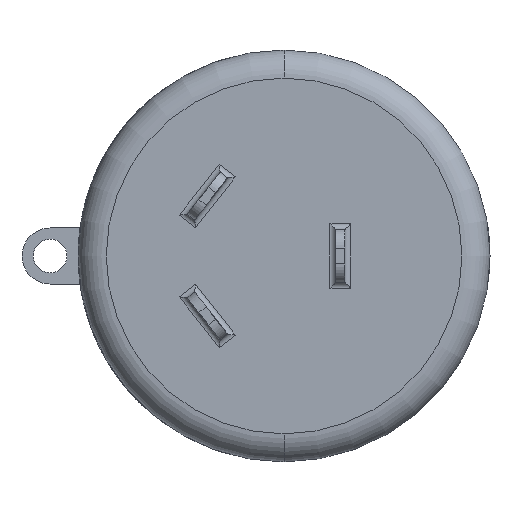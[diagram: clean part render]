
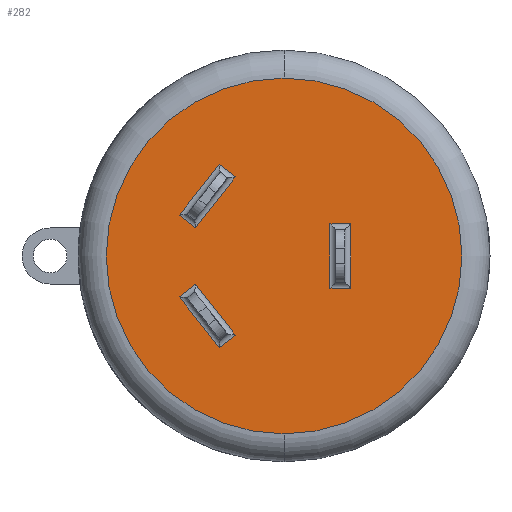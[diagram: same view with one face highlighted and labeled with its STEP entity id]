
A CAD part, left-side view. The second image highlights one B-rep face of the part: STEP entity #282.
In plain terms, the highlighted planar face has unit normal (-1, 0, 0).
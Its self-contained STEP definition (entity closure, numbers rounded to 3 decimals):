
#282 = ADVANCED_FACE ( 'NONE', ( #2901, #2910, #2908, #2909 ), #7910, .F. ) ;
#687 = EDGE_CURVE ( 'NONE', #7559, #1419, #3228, .T. ) ;
#823 = VERTEX_POINT ( 'NONE', #14017 ) ;
#839 = VERTEX_POINT ( 'NONE', #14033 ) ;
#849 = VERTEX_POINT ( 'NONE', #14043 ) ;
#850 = VERTEX_POINT ( 'NONE', #14044 ) ;
#852 = VERTEX_POINT ( 'NONE', #14046 ) ;
#853 = VERTEX_POINT ( 'NONE', #14047 ) ;
#854 = VERTEX_POINT ( 'NONE', #14048 ) ;
#856 = VERTEX_POINT ( 'NONE', #14050 ) ;
#857 = VERTEX_POINT ( 'NONE', #14051 ) ;
#858 = VERTEX_POINT ( 'NONE', #14052 ) ;
#860 = VERTEX_POINT ( 'NONE', #14054 ) ;
#861 = VERTEX_POINT ( 'NONE', #14055 ) ;
#1314 = EDGE_LOOP ( 'NONE', ( #19514, #19512 ) ) ;
#1315 = EDGE_LOOP ( 'NONE', ( #19540, #19538, #19535, #19533 ) ) ;
#1318 = EDGE_LOOP ( 'NONE', ( #19531, #19529, #19527, #19525 ) ) ;
#1323 = EDGE_LOOP ( 'NONE', ( #19522, #19520, #19518, #19516 ) ) ;
#1419 = VERTEX_POINT ( 'NONE', #14345 ) ;
#2261 = EDGE_CURVE ( 'NONE', #823, #850, #3563, .T. ) ;
#2262 = EDGE_CURVE ( 'NONE', #850, #852, #3561, .T. ) ;
#2263 = EDGE_CURVE ( 'NONE', #852, #853, #3566, .T. ) ;
#2264 = EDGE_CURVE ( 'NONE', #853, #823, #3568, .T. ) ;
#2265 = EDGE_CURVE ( 'NONE', #849, #854, #3570, .T. ) ;
#2402 = EDGE_CURVE ( 'NONE', #854, #856, #24204, .T. ) ;
#2403 = EDGE_CURVE ( 'NONE', #856, #857, #24203, .T. ) ;
#2404 = EDGE_CURVE ( 'NONE', #857, #849, #24200, .T. ) ;
#2405 = EDGE_CURVE ( 'NONE', #839, #858, #24206, .T. ) ;
#2406 = EDGE_CURVE ( 'NONE', #858, #860, #24201, .T. ) ;
#2407 = EDGE_CURVE ( 'NONE', #860, #861, #24210, .T. ) ;
#2408 = EDGE_CURVE ( 'NONE', #861, #839, #24212, .T. ) ;
#2409 = EDGE_CURVE ( 'NONE', #1419, #7559, #24214, .T. ) ;
#2901 = FACE_BOUND ( 'NONE', #1315, .T. ) ;
#2908 = FACE_BOUND ( 'NONE', #1323, .T. ) ;
#2909 = FACE_OUTER_BOUND ( 'NONE', #1314, .T. ) ;
#2910 = FACE_BOUND ( 'NONE', #1318, .T. ) ;
#3228 = CIRCLE ( 'NONE', #10896, 9.5 ) ;
#3561 = LINE ( 'NONE', #18284, #3567 ) ;
#3563 = LINE ( 'NONE', #18282, #3565 ) ;
#3565 = VECTOR ( 'NONE', #18277, 1000. ) ;
#3566 = LINE ( 'NONE', #18289, #3569 ) ;
#3567 = VECTOR ( 'NONE', #18288, 1000. ) ;
#3568 = LINE ( 'NONE', #18291, #3571 ) ;
#3569 = VECTOR ( 'NONE', #18290, 1000. ) ;
#3570 = LINE ( 'NONE', #18293, #3573 ) ;
#3571 = VECTOR ( 'NONE', #18292, 1000. ) ;
#3573 = VECTOR ( 'NONE', #18295, 1000. ) ;
#5498 = AXIS2_PLACEMENT_3D ( 'NONE', #7909, #7901, #7911 ) ;
#7559 = VERTEX_POINT ( 'NONE', #25330 ) ;
#7901 = DIRECTION ( 'NONE',  ( 1., 0., 0. ) ) ;
#7909 = CARTESIAN_POINT ( 'NONE',  ( 0., 0., 0. ) ) ;
#7910 = PLANE ( 'NONE',  #5498 ) ;
#7911 = DIRECTION ( 'NONE',  ( 0., 0., -1. ) ) ;
#10896 = AXIS2_PLACEMENT_3D ( 'NONE', #13815, #13816, #13817 ) ;
#13815 = CARTESIAN_POINT ( 'NONE',  ( 0., 0., 0. ) ) ;
#13816 = DIRECTION ( 'NONE',  ( -1., 0., 0. ) ) ;
#13817 = DIRECTION ( 'NONE',  ( 0., 0., -1. ) ) ;
#14017 = CARTESIAN_POINT ( 'NONE',  ( 0., -2.45, -1.725 ) ) ;
#14033 = CARTESIAN_POINT ( 'NONE',  ( 0., 5.593, 2.181 ) ) ;
#14043 = CARTESIAN_POINT ( 'NONE',  ( 0., 4.726, -1.504 ) ) ;
#14044 = CARTESIAN_POINT ( 'NONE',  ( 0., -2.45, 1.725 ) ) ;
#14046 = CARTESIAN_POINT ( 'NONE',  ( 0., -3.55, 1.725 ) ) ;
#14047 = CARTESIAN_POINT ( 'NONE',  ( 0., -3.55, -1.725 ) ) ;
#14048 = CARTESIAN_POINT ( 'NONE',  ( 0., 2.602, -4.222 ) ) ;
#14050 = CARTESIAN_POINT ( 'NONE',  ( 0., 3.469, -4.899 ) ) ;
#14051 = CARTESIAN_POINT ( 'NONE',  ( 0., 5.593, -2.181 ) ) ;
#14052 = CARTESIAN_POINT ( 'NONE',  ( 0., 3.469, 4.899 ) ) ;
#14054 = CARTESIAN_POINT ( 'NONE',  ( 0., 2.602, 4.222 ) ) ;
#14055 = CARTESIAN_POINT ( 'NONE',  ( 0., 4.726, 1.504 ) ) ;
#14345 = CARTESIAN_POINT ( 'NONE',  ( 0., 0., -9.5 ) ) ;
#18277 = DIRECTION ( 'NONE',  ( 0., 0., 1. ) ) ;
#18282 = CARTESIAN_POINT ( 'NONE',  ( 0., -2.45, 1.425 ) ) ;
#18284 = CARTESIAN_POINT ( 'NONE',  ( 0., -3.25, 1.725 ) ) ;
#18288 = DIRECTION ( 'NONE',  ( 0., -1., 0. ) ) ;
#18289 = CARTESIAN_POINT ( 'NONE',  ( 0., -3.55, -1.425 ) ) ;
#18290 = DIRECTION ( 'NONE',  ( 0., 0., -1. ) ) ;
#18291 = CARTESIAN_POINT ( 'NONE',  ( 0., -2.75, -1.725 ) ) ;
#18292 = DIRECTION ( 'NONE',  ( 0., 1., 0. ) ) ;
#18293 = CARTESIAN_POINT ( 'NONE',  ( 0., 2.787, -3.986 ) ) ;
#18295 = DIRECTION ( 'NONE',  ( 0., -0.616, -0.788 ) ) ;
#19512 = ORIENTED_EDGE ( 'NONE', *, *, #687, .T. ) ;
#19514 = ORIENTED_EDGE ( 'NONE', *, *, #2409, .T. ) ;
#19516 = ORIENTED_EDGE ( 'NONE', *, *, #2408, .T. ) ;
#19518 = ORIENTED_EDGE ( 'NONE', *, *, #2407, .T. ) ;
#19520 = ORIENTED_EDGE ( 'NONE', *, *, #2406, .T. ) ;
#19522 = ORIENTED_EDGE ( 'NONE', *, *, #2405, .T. ) ;
#19525 = ORIENTED_EDGE ( 'NONE', *, *, #2404, .T. ) ;
#19527 = ORIENTED_EDGE ( 'NONE', *, *, #2403, .T. ) ;
#19529 = ORIENTED_EDGE ( 'NONE', *, *, #2402, .T. ) ;
#19531 = ORIENTED_EDGE ( 'NONE', *, *, #2265, .T. ) ;
#19533 = ORIENTED_EDGE ( 'NONE', *, *, #2264, .T. ) ;
#19535 = ORIENTED_EDGE ( 'NONE', *, *, #2263, .T. ) ;
#19538 = ORIENTED_EDGE ( 'NONE', *, *, #2262, .T. ) ;
#19540 = ORIENTED_EDGE ( 'NONE', *, *, #2261, .T. ) ;
#21537 = AXIS2_PLACEMENT_3D ( 'NONE', #23885, #23886, #23887 ) ;
#23807 = CARTESIAN_POINT ( 'NONE',  ( 0., 5.408, -2.417 ) ) ;
#23870 = CARTESIAN_POINT ( 'NONE',  ( 0., 2.839, 4.407 ) ) ;
#23871 = CARTESIAN_POINT ( 'NONE',  ( 0., 3.233, -4.715 ) ) ;
#23872 = DIRECTION ( 'NONE',  ( 0., 0.788, -0.616 ) ) ;
#23873 = DIRECTION ( 'NONE',  ( 0., 0.616, 0.788 ) ) ;
#23874 = CARTESIAN_POINT ( 'NONE',  ( 0., 4.963, -1.688 ) ) ;
#23875 = DIRECTION ( 'NONE',  ( 0., -0.788, 0.616 ) ) ;
#23876 = CARTESIAN_POINT ( 'NONE',  ( 0., 3.654, 4.663 ) ) ;
#23877 = DIRECTION ( 'NONE',  ( 0., -0.616, 0.788 ) ) ;
#23878 = DIRECTION ( 'NONE',  ( 0., -0.788, -0.616 ) ) ;
#23879 = CARTESIAN_POINT ( 'NONE',  ( 0., 4.542, 1.74 ) ) ;
#23880 = DIRECTION ( 'NONE',  ( 0., 0.616, -0.788 ) ) ;
#23881 = CARTESIAN_POINT ( 'NONE',  ( 0., 5.357, 1.996 ) ) ;
#23882 = DIRECTION ( 'NONE',  ( 0., 0.788, 0.616 ) ) ;
#23885 = CARTESIAN_POINT ( 'NONE',  ( 0., 0., 0. ) ) ;
#23886 = DIRECTION ( 'NONE',  ( -1., 0., 0. ) ) ;
#23887 = DIRECTION ( 'NONE',  ( 0., 0., -1. ) ) ;
#24195 = VECTOR ( 'NONE', #23872, 1000. ) ;
#24200 = LINE ( 'NONE', #23874, #24207 ) ;
#24201 = LINE ( 'NONE', #23870, #24211 ) ;
#24203 = LINE ( 'NONE', #23807, #24205 ) ;
#24204 = LINE ( 'NONE', #23871, #24195 ) ;
#24205 = VECTOR ( 'NONE', #23873, 1000. ) ;
#24206 = LINE ( 'NONE', #23876, #24209 ) ;
#24207 = VECTOR ( 'NONE', #23875, 1000. ) ;
#24209 = VECTOR ( 'NONE', #23877, 1000. ) ;
#24210 = LINE ( 'NONE', #23879, #24213 ) ;
#24211 = VECTOR ( 'NONE', #23878, 1000. ) ;
#24212 = LINE ( 'NONE', #23881, #24215 ) ;
#24213 = VECTOR ( 'NONE', #23880, 1000. ) ;
#24214 = CIRCLE ( 'NONE', #21537, 9.5 ) ;
#24215 = VECTOR ( 'NONE', #23882, 1000. ) ;
#25330 = CARTESIAN_POINT ( 'NONE',  ( 0., 0., 9.5 ) ) ;
